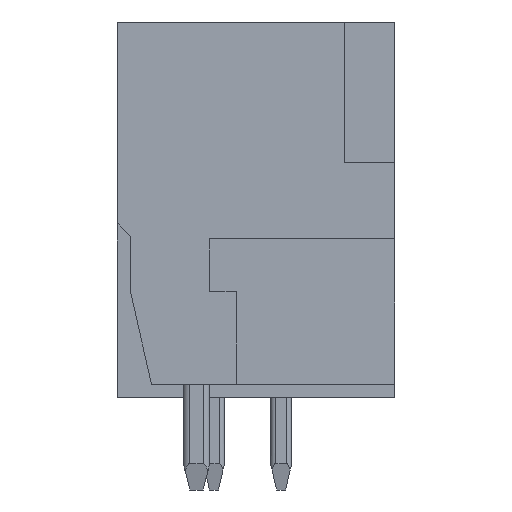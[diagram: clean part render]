
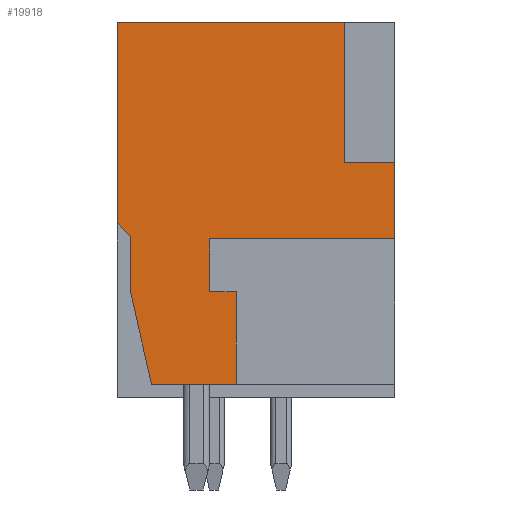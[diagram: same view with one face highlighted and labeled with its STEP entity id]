
A CAD part, front view. The second image highlights one B-rep face of the part: STEP entity #19918.
In plain terms, the highlighted planar face has unit normal (0, -1, 0).
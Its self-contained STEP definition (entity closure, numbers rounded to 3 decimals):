
#19=DIRECTION('',(1.,0.,0.));
#20=VECTOR('',#19,7.);
#21=CARTESIAN_POINT('',(-1.75,-40.61,-1.1));
#22=LINE('',#21,#20);
#546=DIRECTION('',(0.223,0.,-0.975));
#547=VECTOR('',#546,3.59);
#548=CARTESIAN_POINT('',(-4.75,-40.61,-3.1));
#549=LINE('',#548,#547);
#550=DIRECTION('',(0.,0.,1.));
#551=VECTOR('',#550,2.1);
#552=CARTESIAN_POINT('',(-4.75,-40.61,-3.1));
#553=LINE('',#552,#551);
#554=DIRECTION('',(0.707,0.,-0.707));
#555=VECTOR('',#554,0.707);
#556=CARTESIAN_POINT('',(-5.25,-40.61,-0.5));
#557=LINE('',#556,#555);
#558=DIRECTION('',(0.,0.,-1.));
#559=VECTOR('',#558,7.6);
#560=CARTESIAN_POINT('',(-5.25,-40.61,7.1));
#561=LINE('',#560,#559);
#562=DIRECTION('',(-1.,0.,0.));
#563=VECTOR('',#562,8.6);
#564=CARTESIAN_POINT('',(3.35,-40.61,7.1));
#565=LINE('',#564,#563);
#566=DIRECTION('',(0.,0.,-1.));
#567=VECTOR('',#566,5.3);
#568=CARTESIAN_POINT('',(3.35,-40.61,7.1));
#569=LINE('',#568,#567);
#570=DIRECTION('',(-1.,0.,0.));
#571=VECTOR('',#570,1.9);
#572=CARTESIAN_POINT('',(5.25,-40.61,1.8));
#573=LINE('',#572,#571);
#574=DIRECTION('',(0.,0.,1.));
#575=VECTOR('',#574,2.9);
#576=CARTESIAN_POINT('',(5.25,-40.61,-1.1));
#577=LINE('',#576,#575);
#578=DIRECTION('',(0.,0.,-1.));
#579=VECTOR('',#578,2.);
#580=CARTESIAN_POINT('',(-1.75,-40.61,-1.1));
#581=LINE('',#580,#579);
#582=DIRECTION('',(1.,0.,0.));
#583=VECTOR('',#582,1.);
#584=CARTESIAN_POINT('',(-1.75,-40.61,-3.1));
#585=LINE('',#584,#583);
#586=DIRECTION('',(0.,0.,1.));
#587=VECTOR('',#586,3.5);
#588=CARTESIAN_POINT('',(-0.75,-40.61,-6.6));
#589=LINE('',#588,#587);
#590=DIRECTION('',(1.,0.,0.));
#591=VECTOR('',#590,3.2);
#592=CARTESIAN_POINT('',(-3.95,-40.61,-6.6));
#593=LINE('',#592,#591);
#15439=CARTESIAN_POINT('',(-5.25,-40.61,7.1));
#15441=VERTEX_POINT('',#15439);
#15469=CARTESIAN_POINT('',(3.35,-40.61,7.1));
#15470=VERTEX_POINT('',#15469);
#15471=CARTESIAN_POINT('',(5.25,-40.61,1.8));
#15473=VERTEX_POINT('',#15471);
#15481=CARTESIAN_POINT('',(3.35,-40.61,1.8));
#15482=VERTEX_POINT('',#15481);
#15521=CARTESIAN_POINT('',(5.25,-40.61,-1.1));
#15522=VERTEX_POINT('',#15521);
#15527=CARTESIAN_POINT('',(-1.75,-40.61,-3.1));
#15528=CARTESIAN_POINT('',(-0.75,-40.61,-3.1));
#15529=VERTEX_POINT('',#15527);
#15530=VERTEX_POINT('',#15528);
#15533=CARTESIAN_POINT('',(-0.75,-40.61,-6.6));
#15534=VERTEX_POINT('',#15533);
#15535=CARTESIAN_POINT('',(-1.75,-40.61,-1.1));
#15536=VERTEX_POINT('',#15535);
#15539=CARTESIAN_POINT('',(-5.25,-40.61,-0.5));
#15540=CARTESIAN_POINT('',(-4.75,-40.61,-1.));
#15541=VERTEX_POINT('',#15539);
#15542=VERTEX_POINT('',#15540);
#15555=CARTESIAN_POINT('',(-4.75,-40.61,-3.1));
#15556=CARTESIAN_POINT('',(-3.95,-40.61,-6.6));
#15557=VERTEX_POINT('',#15555);
#15558=VERTEX_POINT('',#15556);
#19890=CARTESIAN_POINT('',(0.,-40.61,0.));
#19891=DIRECTION('',(0.,-1.,0.));
#19892=DIRECTION('',(1.,0.,0.));
#19893=AXIS2_PLACEMENT_3D('',#19890,#19891,#19892);
#19894=PLANE('',#19893);
#19896=ORIENTED_EDGE('',*,*,#19895,.F.);
#19898=ORIENTED_EDGE('',*,*,#19897,.T.);
#19900=ORIENTED_EDGE('',*,*,#19899,.F.);
#19902=ORIENTED_EDGE('',*,*,#19901,.F.);
#19904=ORIENTED_EDGE('',*,*,#19903,.F.);
#19906=ORIENTED_EDGE('',*,*,#19905,.T.);
#19908=ORIENTED_EDGE('',*,*,#19907,.F.);
#19910=ORIENTED_EDGE('',*,*,#19909,.F.);
#19911=ORIENTED_EDGE('',*,*,#19262,.F.);
#19912=ORIENTED_EDGE('',*,*,#19291,.T.);
#19913=ORIENTED_EDGE('',*,*,#19885,.T.);
#19914=ORIENTED_EDGE('',*,*,#19872,.F.);
#19915=ORIENTED_EDGE('',*,*,#19454,.F.);
#19916=EDGE_LOOP('',(#19896,#19898,#19900,#19902,#19904,#19906,#19908,#19910,
#19911,#19912,#19913,#19914,#19915));
#19917=FACE_OUTER_BOUND('',#19916,.F.);
#19918=ADVANCED_FACE('',(#19917),#19894,.T.);
#19262=EDGE_CURVE('',#15536,#15522,#22,.T.);
#19291=EDGE_CURVE('',#15536,#15529,#581,.T.);
#19454=EDGE_CURVE('',#15558,#15534,#593,.T.);
#19872=EDGE_CURVE('',#15534,#15530,#589,.T.);
#19885=EDGE_CURVE('',#15529,#15530,#585,.T.);
#19895=EDGE_CURVE('',#15557,#15558,#549,.T.);
#19897=EDGE_CURVE('',#15557,#15542,#553,.T.);
#19899=EDGE_CURVE('',#15541,#15542,#557,.T.);
#19901=EDGE_CURVE('',#15441,#15541,#561,.T.);
#19903=EDGE_CURVE('',#15470,#15441,#565,.T.);
#19905=EDGE_CURVE('',#15470,#15482,#569,.T.);
#19907=EDGE_CURVE('',#15473,#15482,#573,.T.);
#19909=EDGE_CURVE('',#15522,#15473,#577,.T.);
